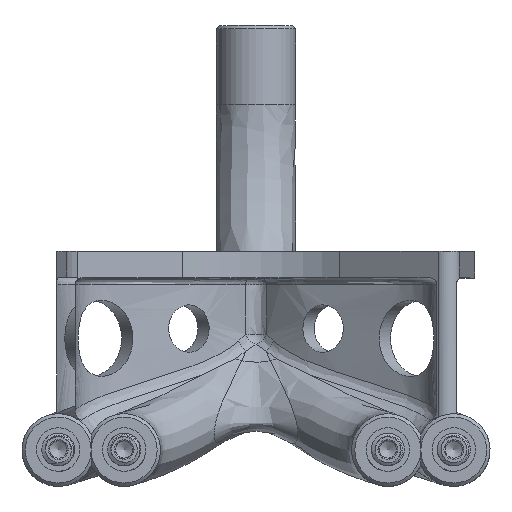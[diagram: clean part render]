
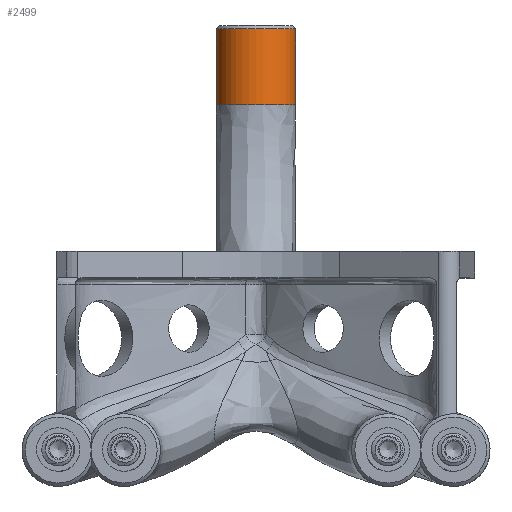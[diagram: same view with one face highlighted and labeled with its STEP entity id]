
A CAD part, top view. The second image highlights one B-rep face of the part: STEP entity #2499.
In plain terms, the highlighted cylindrical face has radius 3 mm (diameter 6 mm), a full revolution.
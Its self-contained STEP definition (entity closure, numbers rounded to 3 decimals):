
#401=CYLINDRICAL_SURFACE('',#2680,3.);
#451=FACE_OUTER_BOUND('',#591,.T.);
#591=EDGE_LOOP('',(#1700,#1701,#1702,#1703));
#767=LINE('',#3406,#858);
#858=VECTOR('',#2898,3.);
#949=CIRCLE('',#2679,3.);
#950=CIRCLE('',#2681,3.);
#1039=VERTEX_POINT('',#3401);
#1040=VERTEX_POINT('',#3405);
#1304=EDGE_CURVE('',#1039,#1039,#949,.T.);
#1305=EDGE_CURVE('',#1039,#1040,#767,.T.);
#1306=EDGE_CURVE('',#1040,#1040,#950,.T.);
#1700=ORIENTED_EDGE('',*,*,#1304,.F.);
#1701=ORIENTED_EDGE('',*,*,#1305,.T.);
#1702=ORIENTED_EDGE('',*,*,#1306,.F.);
#1703=ORIENTED_EDGE('',*,*,#1305,.F.);
#2499=ADVANCED_FACE('',(#451),#401,.T.);
#2679=AXIS2_PLACEMENT_3D('',#3403,#2894,#2895);
#2680=AXIS2_PLACEMENT_3D('',#3404,#2896,#2897);
#2681=AXIS2_PLACEMENT_3D('',#3407,#2899,#2900);
#2894=DIRECTION('center_axis',(0.,1.,0.));
#2895=DIRECTION('ref_axis',(1.,0.,0.));
#2896=DIRECTION('center_axis',(0.,1.,0.));
#2897=DIRECTION('ref_axis',(1.,0.,0.));
#2898=DIRECTION('',(0.,-1.,0.));
#2899=DIRECTION('center_axis',(0.,-1.,0.));
#2900=DIRECTION('ref_axis',(1.,0.,0.));
#3401=CARTESIAN_POINT('',(14.963,24.142,-5.459));
#3403=CARTESIAN_POINT('Origin',(17.963,24.142,-5.459));
#3404=CARTESIAN_POINT('Origin',(17.963,18.392,-5.459));
#3405=CARTESIAN_POINT('',(14.963,18.392,-5.459));
#3406=CARTESIAN_POINT('',(14.963,18.392,-5.459));
#3407=CARTESIAN_POINT('Origin',(17.963,18.392,-5.459));
